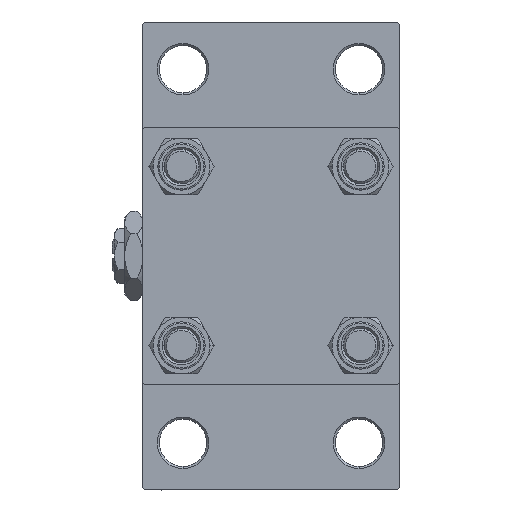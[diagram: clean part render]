
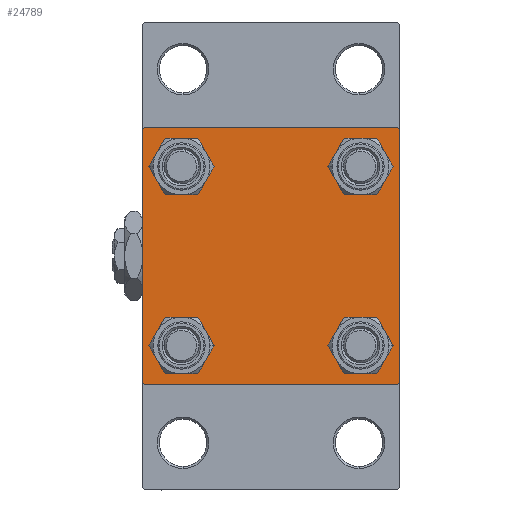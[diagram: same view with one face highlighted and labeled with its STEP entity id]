
A CAD part, left-side view. The second image highlights one B-rep face of the part: STEP entity #24789.
In plain terms, the highlighted planar face has unit normal (-1, 0, 0).
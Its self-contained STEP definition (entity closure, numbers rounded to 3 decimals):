
#150 = EDGE_CURVE ( 'NONE', #8313, #2608, #28933, .T. ) ;
#830 = VERTEX_POINT ( 'NONE', #41297 ) ;
#1212 = CARTESIAN_POINT ( 'NONE',  ( 0., 30., -29.5 ) ) ;
#1243 = AXIS2_PLACEMENT_3D ( 'NONE', #14974, #30584, #45658 ) ;
#1265 = PLANE ( 'NONE',  #19511 ) ;
#1801 = EDGE_CURVE ( 'NONE', #830, #33909, #6606, .T. ) ;
#2196 = CIRCLE ( 'NONE', #23138, 4.5 ) ;
#2535 = ORIENTED_EDGE ( 'NONE', *, *, #5654, .F. ) ;
#2608 = VERTEX_POINT ( 'NONE', #12541 ) ;
#2694 = CARTESIAN_POINT ( 'NONE',  ( 0., -20.85, 25.35 ) ) ;
#2750 = DIRECTION ( 'NONE',  ( 0., -1., 0. ) ) ;
#2948 = EDGE_CURVE ( 'NONE', #33909, #45699, #49303, .T. ) ;
#3426 = VECTOR ( 'NONE', #7154, 1000. ) ;
#3627 = EDGE_CURVE ( 'NONE', #48282, #41605, #38969, .T. ) ;
#3730 = ORIENTED_EDGE ( 'NONE', *, *, #3627, .T. ) ;
#3778 = AXIS2_PLACEMENT_3D ( 'NONE', #4283, #23670, #15874 ) ;
#3995 = VERTEX_POINT ( 'NONE', #12189 ) ;
#4283 = CARTESIAN_POINT ( 'NONE',  ( 0., -20.85, -20.85 ) ) ;
#4454 = CIRCLE ( 'NONE', #29341, 4.5 ) ;
#4814 = VERTEX_POINT ( 'NONE', #5404 ) ;
#4931 = EDGE_CURVE ( 'NONE', #11621, #45247, #21001, .T. ) ;
#5039 = FACE_BOUND ( 'NONE', #37102, .T. ) ;
#5404 = CARTESIAN_POINT ( 'NONE',  ( 0., -20.85, -16.35 ) ) ;
#5654 = EDGE_CURVE ( 'NONE', #11621, #2608, #32217, .T. ) ;
#6537 = DIRECTION ( 'NONE',  ( 0., 0.707, -0.707 ) ) ;
#6606 = LINE ( 'NONE', #16954, #35688 ) ;
#7154 = DIRECTION ( 'NONE',  ( 0., -1., 0. ) ) ;
#7558 = CARTESIAN_POINT ( 'NONE',  ( 0., 29.75, -29.75 ) ) ;
#7687 = EDGE_CURVE ( 'NONE', #41605, #48282, #19015, .T. ) ;
#7938 = CARTESIAN_POINT ( 'NONE',  ( 0., -29.5, 30. ) ) ;
#8313 = VERTEX_POINT ( 'NONE', #46365 ) ;
#8566 = EDGE_CURVE ( 'NONE', #3995, #4814, #23893, .T. ) ;
#8624 = DIRECTION ( 'NONE',  ( 1., 0., 0. ) ) ;
#8800 = DIRECTION ( 'NONE',  ( 0., 0., 1. ) ) ;
#9339 = LINE ( 'NONE', #40031, #30324 ) ;
#9732 = DIRECTION ( 'NONE',  ( 1., 0., 0. ) ) ;
#10059 = EDGE_CURVE ( 'NONE', #19984, #42679, #2196, .T. ) ;
#10134 = ORIENTED_EDGE ( 'NONE', *, *, #19325, .T. ) ;
#11621 = VERTEX_POINT ( 'NONE', #41962 ) ;
#12101 = AXIS2_PLACEMENT_3D ( 'NONE', #16027, #27110, #45942 ) ;
#12189 = CARTESIAN_POINT ( 'NONE',  ( 0., -20.85, -25.35 ) ) ;
#12541 = CARTESIAN_POINT ( 'NONE',  ( 0., -30., -29.5 ) ) ;
#12589 = DIRECTION ( 'NONE',  ( 1., 0., 0. ) ) ;
#13421 = ORIENTED_EDGE ( 'NONE', *, *, #31124, .T. ) ;
#14022 = CARTESIAN_POINT ( 'NONE',  ( 0., 20.85, -16.35 ) ) ;
#14974 = CARTESIAN_POINT ( 'NONE',  ( 0., -20.85, -20.85 ) ) ;
#15213 = VERTEX_POINT ( 'NONE', #2694 ) ;
#15218 = CARTESIAN_POINT ( 'NONE',  ( 0., 30., -30. ) ) ;
#15583 = CIRCLE ( 'NONE', #22001, 4.5 ) ;
#15639 = FACE_OUTER_BOUND ( 'NONE', #21186, .T. ) ;
#15874 = DIRECTION ( 'NONE',  ( 0., 0., 1. ) ) ;
#16027 = CARTESIAN_POINT ( 'NONE',  ( 0., -20.85, 20.85 ) ) ;
#16132 = VERTEX_POINT ( 'NONE', #31359 ) ;
#16458 = ORIENTED_EDGE ( 'NONE', *, *, #36707, .F. ) ;
#16862 = CARTESIAN_POINT ( 'NONE',  ( 0., -30., 30. ) ) ;
#16954 = CARTESIAN_POINT ( 'NONE',  ( 0., 30., 30. ) ) ;
#17197 = DIRECTION ( 'NONE',  ( 0., 0., -1. ) ) ;
#17708 = VERTEX_POINT ( 'NONE', #31676 ) ;
#18758 = VECTOR ( 'NONE', #41480, 1000. ) ;
#19015 = CIRCLE ( 'NONE', #47141, 4.5 ) ;
#19325 = EDGE_CURVE ( 'NONE', #15213, #17708, #42651, .T. ) ;
#19511 = AXIS2_PLACEMENT_3D ( 'NONE', #38536, #23446, #43525 ) ;
#19984 = VERTEX_POINT ( 'NONE', #14022 ) ;
#21001 = LINE ( 'NONE', #21743, #39043 ) ;
#21186 = EDGE_LOOP ( 'NONE', ( #44087, #23309, #37947, #47779, #2535, #32529, #16458, #27292 ) ) ;
#21272 = AXIS2_PLACEMENT_3D ( 'NONE', #21297, #9732, #47233 ) ;
#21297 = CARTESIAN_POINT ( 'NONE',  ( 0., 20.85, 20.85 ) ) ;
#21318 = CIRCLE ( 'NONE', #1243, 4.5 ) ;
#21743 = CARTESIAN_POINT ( 'NONE',  ( 0., -29.75, 29.75 ) ) ;
#21884 = CARTESIAN_POINT ( 'NONE',  ( 0., 30., 30. ) ) ;
#22001 = AXIS2_PLACEMENT_3D ( 'NONE', #41101, #34051, #49382 ) ;
#22654 = DIRECTION ( 'NONE',  ( 0., -0.707, -0.707 ) ) ;
#22965 = DIRECTION ( 'NONE',  ( 0., 0., 1. ) ) ;
#23138 = AXIS2_PLACEMENT_3D ( 'NONE', #23980, #8624, #22965 ) ;
#23309 = ORIENTED_EDGE ( 'NONE', *, *, #2948, .T. ) ;
#23446 = DIRECTION ( 'NONE',  ( -1., 0., 0. ) ) ;
#23670 = DIRECTION ( 'NONE',  ( 1., 0., 0. ) ) ;
#23893 = CIRCLE ( 'NONE', #3778, 4.5 ) ;
#23980 = CARTESIAN_POINT ( 'NONE',  ( 0., 20.85, -20.85 ) ) ;
#24369 = CARTESIAN_POINT ( 'NONE',  ( 0., -20.85, 20.85 ) ) ;
#24789 = ADVANCED_FACE ( 'NONE', ( #35750, #27486, #42566, #5039, #15639 ), #1265, .T. ) ;
#25387 = CARTESIAN_POINT ( 'NONE',  ( 0., 20.85, -25.35 ) ) ;
#27110 = DIRECTION ( 'NONE',  ( 1., 0., 0. ) ) ;
#27292 = ORIENTED_EDGE ( 'NONE', *, *, #48688, .T. ) ;
#27486 = FACE_BOUND ( 'NONE', #38687, .T. ) ;
#27901 = VECTOR ( 'NONE', #2750, 1000. ) ;
#28389 = DIRECTION ( 'NONE',  ( 1., 0., 0. ) ) ;
#28933 = LINE ( 'NONE', #40738, #18758 ) ;
#29341 = AXIS2_PLACEMENT_3D ( 'NONE', #24369, #28389, #31701 ) ;
#30324 = VECTOR ( 'NONE', #6537, 1000. ) ;
#30584 = DIRECTION ( 'NONE',  ( 1., 0., 0. ) ) ;
#31124 = EDGE_CURVE ( 'NONE', #42679, #19984, #15583, .T. ) ;
#31359 = CARTESIAN_POINT ( 'NONE',  ( 0., 29.5, 30. ) ) ;
#31676 = CARTESIAN_POINT ( 'NONE',  ( 0., -20.85, 16.35 ) ) ;
#31701 = DIRECTION ( 'NONE',  ( 0., 0., 1. ) ) ;
#31980 = ORIENTED_EDGE ( 'NONE', *, *, #33929, .T. ) ;
#32217 = LINE ( 'NONE', #16862, #40633 ) ;
#32529 = ORIENTED_EDGE ( 'NONE', *, *, #4931, .T. ) ;
#32709 = DIRECTION ( 'NONE',  ( 0., 0., -1. ) ) ;
#33909 = VERTEX_POINT ( 'NONE', #1212 ) ;
#33929 = EDGE_CURVE ( 'NONE', #17708, #15213, #4454, .T. ) ;
#34051 = DIRECTION ( 'NONE',  ( 1., 0., 0. ) ) ;
#35688 = VECTOR ( 'NONE', #17197, 1000. ) ;
#35750 = FACE_BOUND ( 'NONE', #38593, .T. ) ;
#36346 = DIRECTION ( 'NONE',  ( 0., 0.707, 0.707 ) ) ;
#36707 = EDGE_CURVE ( 'NONE', #16132, #45247, #49031, .T. ) ;
#37102 = EDGE_LOOP ( 'NONE', ( #47343, #3730 ) ) ;
#37947 = ORIENTED_EDGE ( 'NONE', *, *, #38955, .T. ) ;
#38477 = ORIENTED_EDGE ( 'NONE', *, *, #8566, .T. ) ;
#38536 = CARTESIAN_POINT ( 'NONE',  ( 0., 0., 0. ) ) ;
#38593 = EDGE_LOOP ( 'NONE', ( #10134, #31980 ) ) ;
#38687 = EDGE_LOOP ( 'NONE', ( #39990, #38477 ) ) ;
#38955 = EDGE_CURVE ( 'NONE', #45699, #8313, #41633, .T. ) ;
#38969 = CIRCLE ( 'NONE', #21272, 4.5 ) ;
#39043 = VECTOR ( 'NONE', #36346, 1000. ) ;
#39319 = ORIENTED_EDGE ( 'NONE', *, *, #10059, .T. ) ;
#39730 = CARTESIAN_POINT ( 'NONE',  ( 0., 20.85, 25.35 ) ) ;
#39990 = ORIENTED_EDGE ( 'NONE', *, *, #45103, .T. ) ;
#40031 = CARTESIAN_POINT ( 'NONE',  ( 0., 29.75, 29.75 ) ) ;
#40095 = CARTESIAN_POINT ( 'NONE',  ( 0., 20.85, 16.35 ) ) ;
#40633 = VECTOR ( 'NONE', #32709, 1000. ) ;
#40738 = CARTESIAN_POINT ( 'NONE',  ( 0., -29.75, -29.75 ) ) ;
#41101 = CARTESIAN_POINT ( 'NONE',  ( 0., 20.85, -20.85 ) ) ;
#41297 = CARTESIAN_POINT ( 'NONE',  ( 0., 30., 29.5 ) ) ;
#41480 = DIRECTION ( 'NONE',  ( 0., -0.707, 0.707 ) ) ;
#41605 = VERTEX_POINT ( 'NONE', #39730 ) ;
#41633 = LINE ( 'NONE', #15218, #3426 ) ;
#41962 = CARTESIAN_POINT ( 'NONE',  ( 0., -30., 29.5 ) ) ;
#42309 = EDGE_LOOP ( 'NONE', ( #39319, #13421 ) ) ;
#42566 = FACE_BOUND ( 'NONE', #42309, .T. ) ;
#42651 = CIRCLE ( 'NONE', #12101, 4.5 ) ;
#42679 = VERTEX_POINT ( 'NONE', #25387 ) ;
#43525 = DIRECTION ( 'NONE',  ( 0., 0., 1. ) ) ;
#44087 = ORIENTED_EDGE ( 'NONE', *, *, #1801, .T. ) ;
#45103 = EDGE_CURVE ( 'NONE', #4814, #3995, #21318, .T. ) ;
#45247 = VERTEX_POINT ( 'NONE', #7938 ) ;
#45658 = DIRECTION ( 'NONE',  ( 0., 0., 1. ) ) ;
#45699 = VERTEX_POINT ( 'NONE', #49552 ) ;
#45942 = DIRECTION ( 'NONE',  ( 0., 0., 1. ) ) ;
#46365 = CARTESIAN_POINT ( 'NONE',  ( 0., -29.5, -30. ) ) ;
#46997 = VECTOR ( 'NONE', #22654, 1000. ) ;
#47032 = CARTESIAN_POINT ( 'NONE',  ( 0., 20.85, 20.85 ) ) ;
#47141 = AXIS2_PLACEMENT_3D ( 'NONE', #47032, #12589, #8800 ) ;
#47233 = DIRECTION ( 'NONE',  ( 0., 0., 1. ) ) ;
#47343 = ORIENTED_EDGE ( 'NONE', *, *, #7687, .T. ) ;
#47779 = ORIENTED_EDGE ( 'NONE', *, *, #150, .T. ) ;
#48282 = VERTEX_POINT ( 'NONE', #40095 ) ;
#48688 = EDGE_CURVE ( 'NONE', #16132, #830, #9339, .T. ) ;
#49031 = LINE ( 'NONE', #21884, #27901 ) ;
#49303 = LINE ( 'NONE', #7558, #46997 ) ;
#49382 = DIRECTION ( 'NONE',  ( 0., 0., 1. ) ) ;
#49552 = CARTESIAN_POINT ( 'NONE',  ( 0., 29.5, -30. ) ) ;
